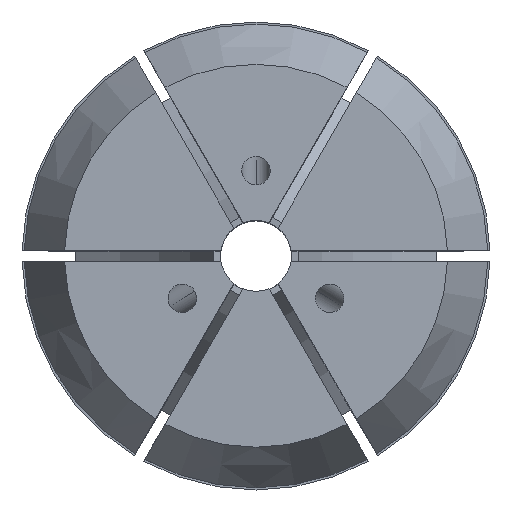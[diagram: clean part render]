
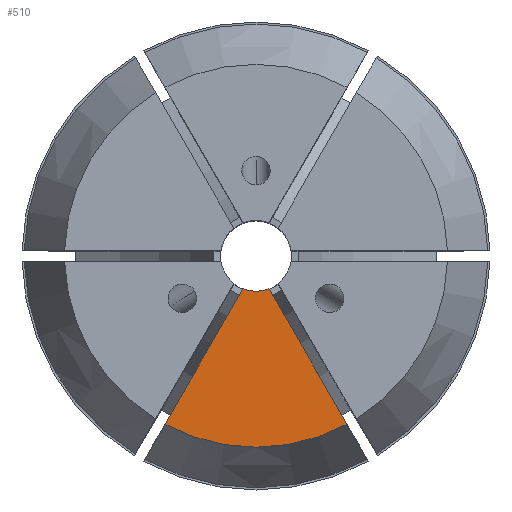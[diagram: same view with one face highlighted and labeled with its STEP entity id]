
A CAD part, top view. The second image highlights one B-rep face of the part: STEP entity #510.
In plain terms, the highlighted planar face has unit normal (0, 0, 1).
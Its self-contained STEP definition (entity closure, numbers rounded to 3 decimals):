
#39 = CARTESIAN_POINT ( 'NONE',  ( -6.17, 9.937, 40. ) ) ;
#70 = VECTOR ( 'NONE', #3146, 1000. ) ;
#93 = EDGE_CURVE ( 'NONE', #1004, #1207, #2388, .T. ) ;
#437 = LINE ( 'NONE', #39, #2743 ) ;
#507 = CARTESIAN_POINT ( 'NONE',  ( 0., 0., 40. ) ) ;
#510 = ADVANCED_FACE ( 'NONE', ( #1250 ), #2574, .T. ) ;
#511 = DIRECTION ( 'NONE',  ( 0., 0., 1. ) ) ;
#615 = DIRECTION ( 'NONE',  ( 0., 0., 1. ) ) ;
#803 = DIRECTION ( 'NONE',  ( 0., 0., -1. ) ) ;
#864 = ORIENTED_EDGE ( 'NONE', *, *, #1145, .F. ) ;
#1004 = VERTEX_POINT ( 'NONE', #1489 ) ;
#1048 = CARTESIAN_POINT ( 'NONE',  ( 0., 13.499, 40. ) ) ;
#1145 = EDGE_CURVE ( 'NONE', #3277, #1004, #437, .T. ) ;
#1207 = VERTEX_POINT ( 'NONE', #2785 ) ;
#1250 = FACE_OUTER_BOUND ( 'NONE', #1649, .T. ) ;
#1446 = CARTESIAN_POINT ( 'NONE',  ( 0.911, -2.328, 40. ) ) ;
#1466 = ORIENTED_EDGE ( 'NONE', *, *, #3567, .F. ) ;
#1489 = CARTESIAN_POINT ( 'NONE',  ( 6.422, -11.874, 40. ) ) ;
#1518 = VERTEX_POINT ( 'NONE', #3832 ) ;
#1526 = CARTESIAN_POINT ( 'NONE',  ( 0., 0., 40. ) ) ;
#1627 = CARTESIAN_POINT ( 'NONE',  ( 6.17, 9.937, 40. ) ) ;
#1649 = EDGE_LOOP ( 'NONE', ( #1466, #3522, #3844, #864 ) ) ;
#1843 = EDGE_CURVE ( 'NONE', #1518, #1207, #1850, .T. ) ;
#1850 = LINE ( 'NONE', #1627, #70 ) ;
#1857 = DIRECTION ( 'NONE',  ( 0.5, -0.866, 0. ) ) ;
#2006 = DIRECTION ( 'NONE',  ( 1., 0., 0. ) ) ;
#2388 = CIRCLE ( 'NONE', #2685, 13.499 ) ;
#2427 = DIRECTION ( 'NONE',  ( 1., 0., 0. ) ) ;
#2574 = PLANE ( 'NONE',  #2756 ) ;
#2609 = DIRECTION ( 'NONE',  ( -1., 0., 0. ) ) ;
#2685 = AXIS2_PLACEMENT_3D ( 'NONE', #507, #803, #2609 ) ;
#2743 = VECTOR ( 'NONE', #1857, 1000. ) ;
#2756 = AXIS2_PLACEMENT_3D ( 'NONE', #1048, #511, #2006 ) ;
#2785 = CARTESIAN_POINT ( 'NONE',  ( -6.422, -11.874, 40. ) ) ;
#2824 = CIRCLE ( 'NONE', #2841, 2.5 ) ;
#2841 = AXIS2_PLACEMENT_3D ( 'NONE', #1526, #615, #2427 ) ;
#3146 = DIRECTION ( 'NONE',  ( -0.5, -0.866, 0. ) ) ;
#3277 = VERTEX_POINT ( 'NONE', #1446 ) ;
#3522 = ORIENTED_EDGE ( 'NONE', *, *, #1843, .T. ) ;
#3567 = EDGE_CURVE ( 'NONE', #1518, #3277, #2824, .T. ) ;
#3832 = CARTESIAN_POINT ( 'NONE',  ( -0.911, -2.328, 40. ) ) ;
#3844 = ORIENTED_EDGE ( 'NONE', *, *, #93, .F. ) ;
